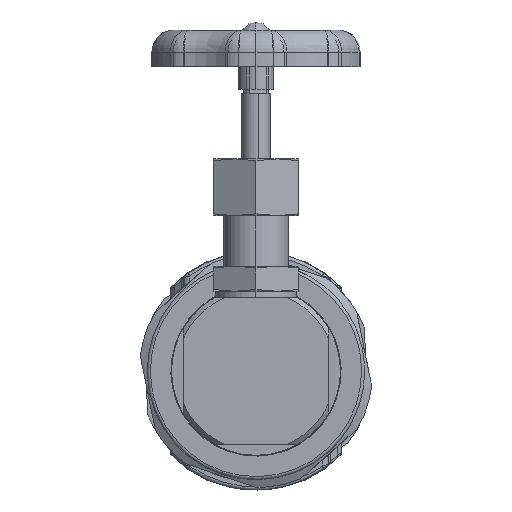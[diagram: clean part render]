
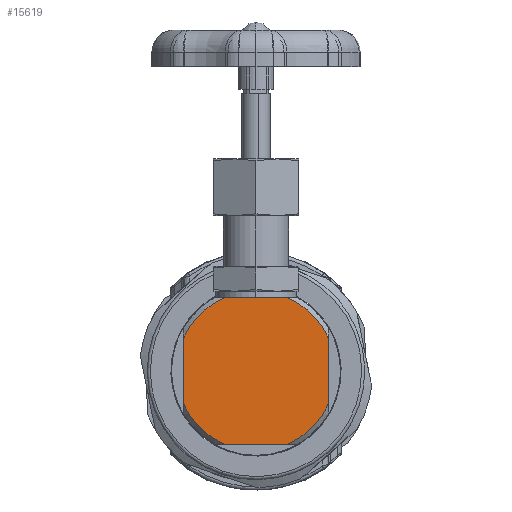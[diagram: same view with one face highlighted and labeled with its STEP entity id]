
A CAD part, front view. The second image highlights one B-rep face of the part: STEP entity #15619.
In plain terms, the highlighted planar face has unit normal (0, -1, 0).
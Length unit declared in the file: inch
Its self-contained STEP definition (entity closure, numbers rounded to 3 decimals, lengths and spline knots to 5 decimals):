
#101 = LINE ( 'NONE', #9782, #16345 ) ;
#162 = CARTESIAN_POINT ( 'NONE',  ( 0.90551, -2.00591, 0.98425 ) ) ;
#389 = EDGE_CURVE ( 'NONE', #13866, #31270, #16923, .T. ) ;
#885 = VERTEX_POINT ( 'NONE', #15252 ) ;
#1157 = AXIS2_PLACEMENT_3D ( 'NONE', #13350, #30310, #8568 ) ;
#1187 = DIRECTION ( 'NONE',  ( 0., -1., 0. ) ) ;
#2292 = EDGE_CURVE ( 'NONE', #7186, #13866, #5208, .T. ) ;
#2307 = EDGE_CURVE ( 'NONE', #7186, #27281, #101, .T. ) ;
#2350 = VERTEX_POINT ( 'NONE', #17094 ) ;
#2416 = DIRECTION ( 'NONE',  ( 1., 0., 0. ) ) ;
#2487 = DIRECTION ( 'NONE',  ( 0., -1., 0. ) ) ;
#2793 = ORIENTED_EDGE ( 'NONE', *, *, #6300, .T. ) ;
#2836 = EDGE_CURVE ( 'NONE', #885, #27281, #5358, .T. ) ;
#2878 = ORIENTED_EDGE ( 'NONE', *, *, #8975, .T. ) ;
#3401 = CARTESIAN_POINT ( 'NONE',  ( -0.38775, -2.00591, -0.91535 ) ) ;
#3536 = DIRECTION ( 'NONE',  ( 1., 0., 0. ) ) ;
#4516 = VECTOR ( 'NONE', #9843, 39.37008 ) ;
#4854 = DIRECTION ( 'NONE',  ( 0., 0., -1. ) ) ;
#4871 = FACE_OUTER_BOUND ( 'NONE', #18320, .T. ) ;
#5208 = CIRCLE ( 'NONE', #1157, 0.99409 ) ;
#5358 = CIRCLE ( 'NONE', #23082, 0.99409 ) ;
#5775 = EDGE_CURVE ( 'NONE', #885, #2350, #21892, .T. ) ;
#6300 = EDGE_CURVE ( 'NONE', #11628, #24161, #14489, .T. ) ;
#6766 = DIRECTION ( 'NONE',  ( 1., 0., 0. ) ) ;
#6789 = CARTESIAN_POINT ( 'NONE',  ( -0.90551, -2.00591, -0.41021 ) ) ;
#7186 = VERTEX_POINT ( 'NONE', #7701 ) ;
#7701 = CARTESIAN_POINT ( 'NONE',  ( -0.38775, -2.00591, 0.91535 ) ) ;
#8469 = EDGE_CURVE ( 'NONE', #24161, #2350, #30052, .T. ) ;
#8551 = ORIENTED_EDGE ( 'NONE', *, *, #8469, .T. ) ;
#8568 = DIRECTION ( 'NONE',  ( 1., 0., 0. ) ) ;
#8975 = EDGE_CURVE ( 'NONE', #31270, #11628, #22447, .T. ) ;
#9782 = CARTESIAN_POINT ( 'NONE',  ( 0., -2.00591, 0.91535 ) ) ;
#9843 = DIRECTION ( 'NONE',  ( 0., 0., -1. ) ) ;
#10862 = DIRECTION ( 'NONE',  ( 1., 0., 0. ) ) ;
#11628 = VERTEX_POINT ( 'NONE', #3401 ) ;
#12162 = DIRECTION ( 'NONE',  ( 1., 0., 0. ) ) ;
#12802 = AXIS2_PLACEMENT_3D ( 'NONE', #24216, #2487, #12162 ) ;
#12836 = AXIS2_PLACEMENT_3D ( 'NONE', #18817, #28491, #6766 ) ;
#13127 = ORIENTED_EDGE ( 'NONE', *, *, #2307, .F. ) ;
#13350 = CARTESIAN_POINT ( 'NONE',  ( 0., -2.00591, 0. ) ) ;
#13866 = VERTEX_POINT ( 'NONE', #19379 ) ;
#14489 = LINE ( 'NONE', #24145, #26837 ) ;
#14562 = PLANE ( 'NONE',  #12802 ) ;
#15252 = CARTESIAN_POINT ( 'NONE',  ( 0.90551, -2.00591, 0.41021 ) ) ;
#15601 = CARTESIAN_POINT ( 'NONE',  ( 0., -2.00591, 0. ) ) ;
#15619 = ADVANCED_FACE ( 'NONE', ( #4871 ), #14562, .T. ) ;
#15705 = CARTESIAN_POINT ( 'NONE',  ( 0.38775, -2.00591, -0.91535 ) ) ;
#16345 = VECTOR ( 'NONE', #19459, 39.37008 ) ;
#16354 = AXIS2_PLACEMENT_3D ( 'NONE', #22904, #1187, #10862 ) ;
#16923 = LINE ( 'NONE', #26589, #25633 ) ;
#17094 = CARTESIAN_POINT ( 'NONE',  ( 0.90551, -2.00591, -0.41021 ) ) ;
#17621 = ORIENTED_EDGE ( 'NONE', *, *, #2836, .T. ) ;
#18320 = EDGE_LOOP ( 'NONE', ( #2793, #8551, #20832, #17621, #13127, #19620, #27987, #2878 ) ) ;
#18817 = CARTESIAN_POINT ( 'NONE',  ( 0., -2.00591, 0. ) ) ;
#19067 = CARTESIAN_POINT ( 'NONE',  ( 0.38775, -2.00591, 0.91535 ) ) ;
#19379 = CARTESIAN_POINT ( 'NONE',  ( -0.90551, -2.00591, 0.41021 ) ) ;
#19459 = DIRECTION ( 'NONE',  ( 1., 0., 0. ) ) ;
#19620 = ORIENTED_EDGE ( 'NONE', *, *, #2292, .T. ) ;
#20832 = ORIENTED_EDGE ( 'NONE', *, *, #5775, .F. ) ;
#21892 = LINE ( 'NONE', #162, #4516 ) ;
#22447 = CIRCLE ( 'NONE', #12836, 0.99409 ) ;
#22904 = CARTESIAN_POINT ( 'NONE',  ( 0., -2.00591, 0. ) ) ;
#23082 = AXIS2_PLACEMENT_3D ( 'NONE', #15601, #25255, #3536 ) ;
#24145 = CARTESIAN_POINT ( 'NONE',  ( 0., -2.00591, -0.91535 ) ) ;
#24161 = VERTEX_POINT ( 'NONE', #15705 ) ;
#24216 = CARTESIAN_POINT ( 'NONE',  ( 0., -2.00591, 0. ) ) ;
#25255 = DIRECTION ( 'NONE',  ( 0., -1., 0. ) ) ;
#25633 = VECTOR ( 'NONE', #4854, 39.37008 ) ;
#26589 = CARTESIAN_POINT ( 'NONE',  ( -0.90551, -2.00591, 0.98425 ) ) ;
#26837 = VECTOR ( 'NONE', #2416, 39.37008 ) ;
#27281 = VERTEX_POINT ( 'NONE', #19067 ) ;
#27987 = ORIENTED_EDGE ( 'NONE', *, *, #389, .T. ) ;
#28491 = DIRECTION ( 'NONE',  ( 0., -1., 0. ) ) ;
#30052 = CIRCLE ( 'NONE', #16354, 0.99409 ) ;
#30310 = DIRECTION ( 'NONE',  ( 0., -1., 0. ) ) ;
#31270 = VERTEX_POINT ( 'NONE', #6789 ) ;
